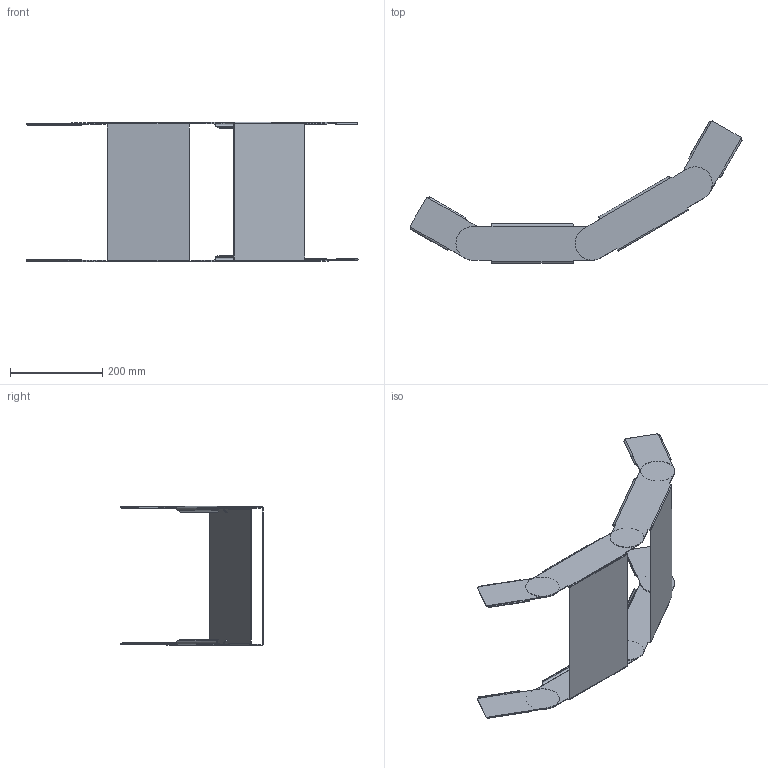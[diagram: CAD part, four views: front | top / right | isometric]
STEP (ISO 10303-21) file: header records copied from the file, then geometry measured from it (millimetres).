
FILE_DESCRIPTION (( 'STEP AP214' ), '1' );
FILE_NAME ('7006527_KSTP1.stp', '2018-04-21T07:34:43', ( '' ), ( '' ), 'SwSTEP 2.0', 'SolidWorks 2016', '' );
FILE_SCHEMA (( 'AUTOMOTIVE_DESIGN' ));
Length unit declared in the file: millimetre
Products named in the file (3): KTS 07.039-009_Standard; KTS 06.084-001_Gelenkbogenelement B=300 (t=1,25); 7006527_KSTP1
Assembly tree (6 placements, depth 2):
  7006527_KSTP1
    KTS 06.084-001_Gelenkbogenelement B=300 (t=1,25)  x2
    KTS 07.039-009_Standard  x4
Bounding box: 718.13 x 307.23 x 301.25 mm (x, y, z)
Volume: 369291.1 mm3; surface area: 537704.5 mm2
Topology: 6 solids, 6 shells, 240 faces, 556 edges, 328 vertices
Faces by surface type: plane 120, cylinder 88, bspline 32
Entity records: 3137 total; most frequent: CARTESIAN_POINT 1031, ORIENTED_EDGE 426, DIRECTION 389, EDGE_CURVE 213, AXIS2_PLACEMENT_3D 132, VERTEX_POINT 126, LINE 125, VECTOR 125
